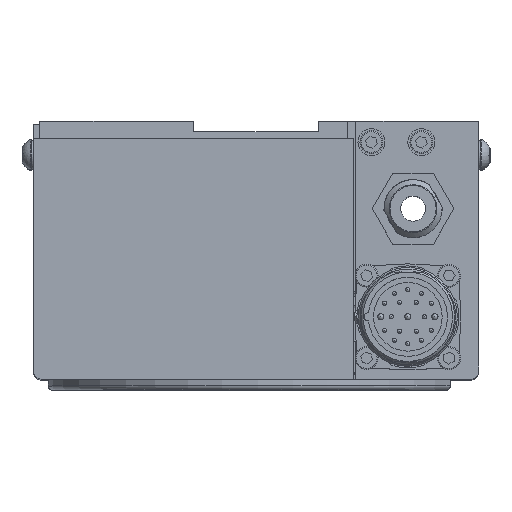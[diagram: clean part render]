
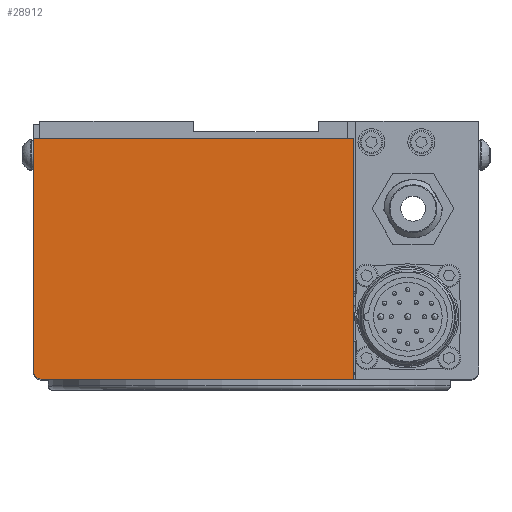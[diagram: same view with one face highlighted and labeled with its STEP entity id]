
A CAD part, top view. The second image highlights one B-rep face of the part: STEP entity #28912.
In plain terms, the highlighted face is planar.
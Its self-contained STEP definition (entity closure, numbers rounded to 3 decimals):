
#711=CIRCLE('',#30648,2.2);
#2353=FACE_OUTER_BOUND('',#3925,.T.);
#3925=EDGE_LOOP('',(#22278,#22279,#22280,#22281,#22282));
#7047=LINE('',#44491,#10139);
#7053=LINE('',#44501,#10145);
#7063=LINE('',#44527,#10155);
#7064=LINE('',#44529,#10156);
#10139=VECTOR('',#36093,1000.);
#10145=VECTOR('',#36101,1000.);
#10155=VECTOR('',#36123,1000.);
#10156=VECTOR('',#36126,1000.);
#12610=VERTEX_POINT('',#44489);
#12611=VERTEX_POINT('',#44490);
#12614=VERTEX_POINT('',#44499);
#12620=VERTEX_POINT('',#44515);
#12624=VERTEX_POINT('',#44525);
#15996=EDGE_CURVE('',#12610,#12611,#7047,.T.);
#16002=EDGE_CURVE('',#12611,#12614,#7053,.T.);
#16011=EDGE_CURVE('',#12614,#12620,#711,.T.);
#16016=EDGE_CURVE('',#12620,#12624,#7063,.T.);
#16017=EDGE_CURVE('',#12610,#12624,#7064,.T.);
#22278=ORIENTED_EDGE('',*,*,#16017,.F.);
#22279=ORIENTED_EDGE('',*,*,#15996,.T.);
#22280=ORIENTED_EDGE('',*,*,#16002,.T.);
#22281=ORIENTED_EDGE('',*,*,#16011,.T.);
#22282=ORIENTED_EDGE('',*,*,#16016,.T.);
#26158=PLANE('',#30650);
#28912=ADVANCED_FACE('',(#2353),#26158,.T.);
#30648=AXIS2_PLACEMENT_3D('',#44517,#36115,#36116);
#30650=AXIS2_PLACEMENT_3D('',#44528,#36124,#36125);
#36093=DIRECTION('',(-1.,0.,0.));
#36101=DIRECTION('',(0.,1.,0.));
#36115=DIRECTION('center_axis',(0.,0.,-1.));
#36116=DIRECTION('ref_axis',(-1.,0.,0.));
#36123=DIRECTION('',(1.,0.,0.));
#36124=DIRECTION('center_axis',(0.,0.,-1.));
#36125=DIRECTION('ref_axis',(-1.,0.,0.));
#36126=DIRECTION('',(0.,1.,0.));
#44489=CARTESIAN_POINT('',(18.146,-21.132,81.35));
#44490=CARTESIAN_POINT('',(-58.854,-21.132,81.35));
#44491=CARTESIAN_POINT('',(48.146,-21.132,81.35));
#44499=CARTESIAN_POINT('',(-58.854,34.668,81.35));
#44501=CARTESIAN_POINT('',(-58.854,-21.132,81.35));
#44515=CARTESIAN_POINT('',(-56.654,36.868,81.35));
#44517=CARTESIAN_POINT('Origin',(-56.654,34.668,81.35));
#44525=CARTESIAN_POINT('',(18.146,36.868,81.35));
#44527=CARTESIAN_POINT('',(-56.654,36.868,81.35));
#44528=CARTESIAN_POINT('Origin',(45.946,34.668,81.35));
#44529=CARTESIAN_POINT('',(18.146,-21.132,81.35));
